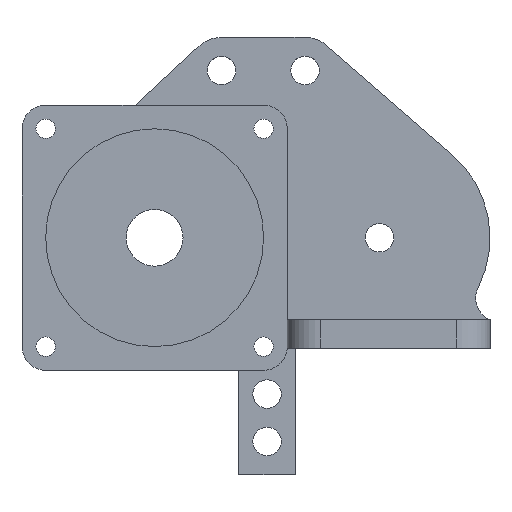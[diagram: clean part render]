
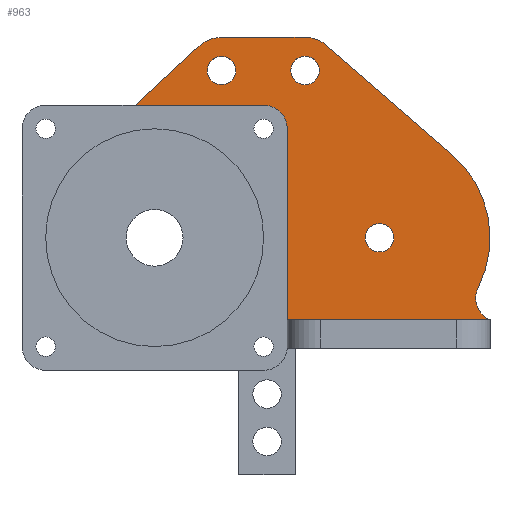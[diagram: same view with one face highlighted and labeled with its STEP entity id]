
A CAD part, top view. The second image highlights one B-rep face of the part: STEP entity #963.
In plain terms, the highlighted face is planar.
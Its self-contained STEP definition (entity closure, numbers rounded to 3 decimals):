
#37=FACE_BOUND('',#167,.T.);
#38=FACE_BOUND('',#168,.T.);
#39=FACE_BOUND('',#169,.T.);
#61=PLANE('',#1068);
#96=FACE_OUTER_BOUND('',#166,.T.);
#166=EDGE_LOOP('',(#778,#779,#780,#781,#782,#783,#784,#785,#786,#787,#788));
#167=EDGE_LOOP('',(#789));
#168=EDGE_LOOP('',(#790));
#169=EDGE_LOOP('',(#791));
#246=LINE('',#1578,#327);
#252=LINE('',#1594,#333);
#255=LINE('',#1604,#336);
#256=LINE('',#1608,#337);
#257=LINE('',#1612,#338);
#258=LINE('',#1614,#339);
#327=VECTOR('',#1276,10.);
#333=VECTOR('',#1292,10.);
#336=VECTOR('',#1301,10.);
#337=VECTOR('',#1304,10.);
#338=VECTOR('',#1307,10.);
#339=VECTOR('',#1308,10.);
#402=CIRCLE('',#1069,2.5);
#403=CIRCLE('',#1070,11.668);
#404=CIRCLE('',#1071,3.5);
#405=CIRCLE('',#1072,3.5);
#406=CIRCLE('',#1073,2.5);
#407=CIRCLE('',#1074,1.5);
#408=CIRCLE('',#1075,1.5);
#409=CIRCLE('',#1076,1.5);
#479=VERTEX_POINT('',#1575);
#480=VERTEX_POINT('',#1577);
#485=VERTEX_POINT('',#1593);
#487=VERTEX_POINT('',#1599);
#488=VERTEX_POINT('',#1601);
#489=VERTEX_POINT('',#1603);
#490=VERTEX_POINT('',#1605);
#491=VERTEX_POINT('',#1607);
#492=VERTEX_POINT('',#1609);
#493=VERTEX_POINT('',#1611);
#494=VERTEX_POINT('',#1613);
#495=VERTEX_POINT('',#1616);
#496=VERTEX_POINT('',#1618);
#497=VERTEX_POINT('',#1620);
#586=EDGE_CURVE('',#480,#479,#246,.T.);
#594=EDGE_CURVE('',#485,#480,#252,.T.);
#597=EDGE_CURVE('',#479,#487,#402,.F.);
#598=EDGE_CURVE('',#488,#487,#403,.T.);
#599=EDGE_CURVE('',#489,#488,#255,.T.);
#600=EDGE_CURVE('',#490,#489,#404,.T.);
#601=EDGE_CURVE('',#491,#490,#256,.T.);
#602=EDGE_CURVE('',#492,#491,#405,.T.);
#603=EDGE_CURVE('',#493,#492,#257,.T.);
#604=EDGE_CURVE('',#493,#494,#258,.T.);
#605=EDGE_CURVE('',#494,#485,#406,.T.);
#606=EDGE_CURVE('',#495,#495,#407,.T.);
#607=EDGE_CURVE('',#496,#496,#408,.T.);
#608=EDGE_CURVE('',#497,#497,#409,.T.);
#778=ORIENTED_EDGE('',*,*,#586,.T.);
#779=ORIENTED_EDGE('',*,*,#597,.T.);
#780=ORIENTED_EDGE('',*,*,#598,.F.);
#781=ORIENTED_EDGE('',*,*,#599,.F.);
#782=ORIENTED_EDGE('',*,*,#600,.F.);
#783=ORIENTED_EDGE('',*,*,#601,.F.);
#784=ORIENTED_EDGE('',*,*,#602,.F.);
#785=ORIENTED_EDGE('',*,*,#603,.F.);
#786=ORIENTED_EDGE('',*,*,#604,.T.);
#787=ORIENTED_EDGE('',*,*,#605,.T.);
#788=ORIENTED_EDGE('',*,*,#594,.T.);
#789=ORIENTED_EDGE('',*,*,#606,.F.);
#790=ORIENTED_EDGE('',*,*,#607,.F.);
#791=ORIENTED_EDGE('',*,*,#608,.F.);
#963=ADVANCED_FACE('',(#96,#37,#38,#39),#61,.F.);
#1068=AXIS2_PLACEMENT_3D('',#1598,#1295,#1296);
#1069=AXIS2_PLACEMENT_3D('',#1600,#1297,#1298);
#1070=AXIS2_PLACEMENT_3D('',#1602,#1299,#1300);
#1071=AXIS2_PLACEMENT_3D('',#1606,#1302,#1303);
#1072=AXIS2_PLACEMENT_3D('',#1610,#1305,#1306);
#1073=AXIS2_PLACEMENT_3D('',#1615,#1309,#1310);
#1074=AXIS2_PLACEMENT_3D('',#1617,#1311,#1312);
#1075=AXIS2_PLACEMENT_3D('',#1619,#1313,#1314);
#1076=AXIS2_PLACEMENT_3D('',#1621,#1315,#1316);
#1276=DIRECTION('',(1.,0.,0.));
#1292=DIRECTION('',(0.,1.,0.));
#1295=DIRECTION('center_axis',(0.,0.,1.));
#1296=DIRECTION('ref_axis',(1.,0.,0.));
#1297=DIRECTION('center_axis',(0.,0.,-1.));
#1298=DIRECTION('ref_axis',(-0.893,-0.45,0.));
#1299=DIRECTION('center_axis',(0.,0.,1.));
#1300=DIRECTION('ref_axis',(1.,0.,0.));
#1301=DIRECTION('',(0.755,0.656,0.));
#1302=DIRECTION('center_axis',(0.,0.,1.));
#1303=DIRECTION('ref_axis',(1.,0.,0.));
#1304=DIRECTION('',(1.,0.,0.));
#1305=DIRECTION('center_axis',(0.,0.,1.));
#1306=DIRECTION('ref_axis',(1.,0.,0.));
#1307=DIRECTION('',(0.734,-0.679,0.));
#1308=DIRECTION('',(1.,0.,0.));
#1309=DIRECTION('center_axis',(0.,0.,1.));
#1310=DIRECTION('ref_axis',(1.,0.,0.));
#1311=DIRECTION('center_axis',(0.,0.,-1.));
#1312=DIRECTION('ref_axis',(1.,0.,0.));
#1313=DIRECTION('center_axis',(0.,0.,-1.));
#1314=DIRECTION('ref_axis',(1.,0.,0.));
#1315=DIRECTION('center_axis',(0.,0.,-1.));
#1316=DIRECTION('ref_axis',(1.,0.,0.));
#1575=CARTESIAN_POINT('',(35.399,8.668,0.));
#1577=CARTESIAN_POINT('',(14.,8.668,0.));
#1578=CARTESIAN_POINT('',(13.806,8.668,0.));
#1593=CARTESIAN_POINT('',(14.,-11.5,0.));
#1594=CARTESIAN_POINT('',(14.,-8.119,0.));
#1598=CARTESIAN_POINT('Origin',(11.866,-4.738,0.));
#1599=CARTESIAN_POINT('',(34.153,5.247,0.));
#1600=CARTESIAN_POINT('Origin',(36.386,6.371,0.));
#1601=CARTESIAN_POINT('',(31.384,-8.807,0.));
#1602=CARTESIAN_POINT('Origin',(23.731,0.,0.));
#1603=CARTESIAN_POINT('',(18.175,-20.286,0.));
#1604=CARTESIAN_POINT('',(18.175,-20.286,0.));
#1605=CARTESIAN_POINT('',(15.879,-21.144,0.));
#1606=CARTESIAN_POINT('Origin',(15.879,-17.644,0.));
#1607=CARTESIAN_POINT('',(7.057,-21.144,0.));
#1608=CARTESIAN_POINT('',(7.057,-21.144,0.));
#1609=CARTESIAN_POINT('',(4.682,-20.214,0.));
#1610=CARTESIAN_POINT('Origin',(7.057,-17.644,0.));
#1611=CARTESIAN_POINT('',(-2.042,-14.,0.));
#1612=CARTESIAN_POINT('',(-7.919,-8.569,0.));
#1613=CARTESIAN_POINT('',(11.5,-14.,0.));
#1614=CARTESIAN_POINT('',(0.183,-14.,0.));
#1615=CARTESIAN_POINT('Origin',(11.5,-11.5,0.));
#1616=CARTESIAN_POINT('',(14.379,-17.644,0.));
#1617=CARTESIAN_POINT('Origin',(15.879,-17.644,0.));
#1618=CARTESIAN_POINT('',(5.557,-17.644,0.));
#1619=CARTESIAN_POINT('Origin',(7.057,-17.644,0.));
#1620=CARTESIAN_POINT('',(22.231,0.,0.));
#1621=CARTESIAN_POINT('Origin',(23.731,0.,0.));
